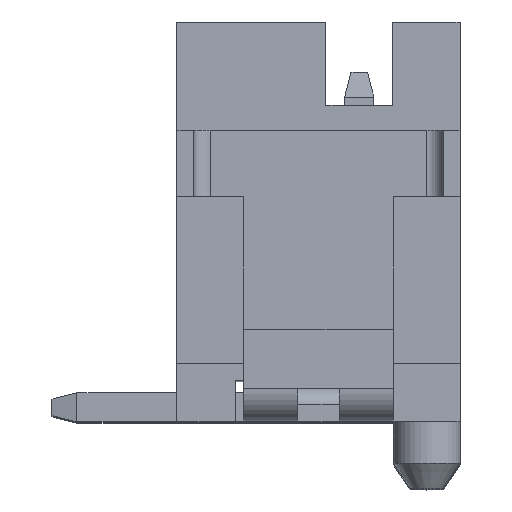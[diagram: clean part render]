
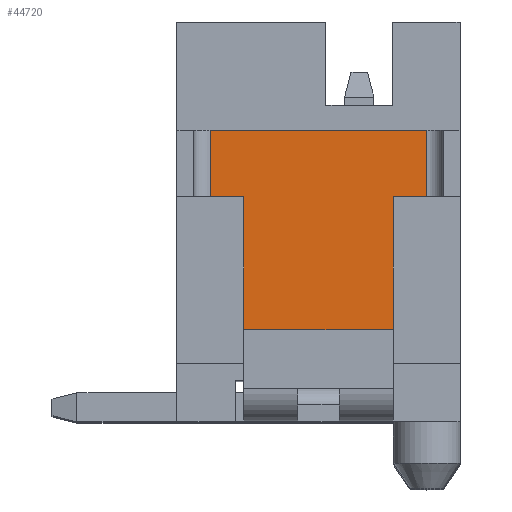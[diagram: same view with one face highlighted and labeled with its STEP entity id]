
A CAD part, top view. The second image highlights one B-rep face of the part: STEP entity #44720.
In plain terms, the highlighted planar face has unit normal (0, 0, 1).
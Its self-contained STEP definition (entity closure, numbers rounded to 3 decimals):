
#7670=CARTESIAN_POINT('',(-1.699,-0.87,12.9));
#7680=VERTEX_POINT('',#7670);
#7710=CARTESIAN_POINT('',(-1.503,-0.83,12.9));
#7720=DIRECTION('',(0.,0.,1.));
#7730=DIRECTION('',(1.,0.,0.));
#7740=AXIS2_PLACEMENT_3D('',#7710,#7720,#7730);
#7750=CIRCLE('',#7740,0.2);
#7760=CARTESIAN_POINT('',(-1.517,-1.03,12.9));
#7770=VERTEX_POINT('',#7760);
#7780=EDGE_CURVE('',#7680,#7770,#7750,.T.);
#34050=CARTESIAN_POINT('',(-1.717,-0.78,12.9));
#34060=VERTEX_POINT('',#34050);
#34090=CARTESIAN_POINT('',(-1.873,0.,12.9));
#34100=DIRECTION('',(-0.196,0.981,
0.));
#34110=VECTOR('',#34100,1.);
#34120=LINE('',#34090,#34110);
#34130=EDGE_CURVE('',#7680,#34060,#34120,.T.);
#38940=CARTESIAN_POINT('',(0.383,-1.63,12.9));
#38950=VERTEX_POINT('',#38940);
#38980=CARTESIAN_POINT('',(0.383,0.,12.9)
);
#38990=DIRECTION('',(0.,-1.,0.));
#39000=VECTOR('',#38990,1.);
#39010=LINE('',#38980,#39000);
#39020=CARTESIAN_POINT('',(0.383,-1.03,12.9));
#39030=VERTEX_POINT('',#39020);
#39040=EDGE_CURVE('',#39030,#38950,#39010,.T.);
#40460=CARTESIAN_POINT('',(0.,-1.03,12.9))
;
#40470=DIRECTION('',(-1.,0.,0.));
#40480=VECTOR('',#40470,1.);
#40490=LINE('',#40460,#40480);
#40500=CARTESIAN_POINT('',(-1.417,-1.03,12.9));
#40510=VERTEX_POINT('',#40500);
#40520=EDGE_CURVE('',#40510,#7770,#40490,.T.);
#40690=CARTESIAN_POINT('',(-2.217,-1.63,12.9));
#40700=DIRECTION('',(1.,0.,0.));
#40710=VECTOR('',#40700,1.);
#40720=LINE('',#40690,#40710);
#40730=CARTESIAN_POINT('',(-1.417,-1.63,12.9));
#40740=VERTEX_POINT('',#40730);
#40750=EDGE_CURVE('',#40740,#38950,#40720,.T.);
#42280=CARTESIAN_POINT('',(-1.817,0.67,12.9));
#42290=VERTEX_POINT('',#42280);
#42320=CARTESIAN_POINT('',(0.,0.67,12.9));
#42330=DIRECTION('',(1.,0.,0.));
#42340=VECTOR('',#42330,1.);
#42350=LINE('',#42320,#42340);
#42360=CARTESIAN_POINT('',(-1.717,0.67,12.9));
#42370=VERTEX_POINT('',#42360);
#42380=EDGE_CURVE('',#42290,#42370,#42350,.T.);
#42960=CARTESIAN_POINT('',(-2.217,1.47,12.9));
#42970=DIRECTION('',(0.,0.,-1.));
#42980=DIRECTION('',(0.,1.,0.));
#42990=AXIS2_PLACEMENT_3D('',#42960,#42970,#42980);
#43000=PLANE('',#42990);
#43010=ORIENTED_EDGE('',*,*,#40520,.F.);
#43020=ORIENTED_EDGE('',*,*,#7780,.T.);
#43030=ORIENTED_EDGE('',*,*,#34130,.F.);
#43040=CARTESIAN_POINT('',(-1.717,0.,12.9));
#43050=DIRECTION('',(0.,-1.,0.));
#43060=VECTOR('',#43050,1.);
#43070=LINE('',#43040,#43060);
#43080=CARTESIAN_POINT('',(-1.717,-0.53,12.9));
#43090=VERTEX_POINT('',#43080);
#43100=EDGE_CURVE('',#43090,#34060,#43070,.T.);
#43110=ORIENTED_EDGE('',*,*,#43100,.T.);
#43120=CARTESIAN_POINT('',(0.,-0.53,12.9)
);
#43130=DIRECTION('',(1.,0.,0.));
#43140=VECTOR('',#43130,1.);
#43150=LINE('',#43120,#43140);
#43160=CARTESIAN_POINT('',(-1.667,-0.53,12.9));
#43170=VERTEX_POINT('',#43160);
#43180=EDGE_CURVE('',#43090,#43170,#43150,.T.);
#43190=ORIENTED_EDGE('',*,*,#43180,.F.);
#43200=CARTESIAN_POINT('',(-1.826,0.,12.9));
#43210=DIRECTION('',(-0.287,0.958,
0.));
#43220=VECTOR('',#43210,1.);
#43230=LINE('',#43200,#43220);
#43240=CARTESIAN_POINT('',(-1.717,-0.364,12.9));
#43250=VERTEX_POINT('',#43240);
#43260=EDGE_CURVE('',#43170,#43250,#43230,.T.);
#43270=ORIENTED_EDGE('',*,*,#43260,.F.);
#43280=CARTESIAN_POINT('',(-1.717,-0.03,12.9));
#43290=VERTEX_POINT('',#43280);
#43300=EDGE_CURVE('',#43290,#43250,#43070,.T.);
#43310=ORIENTED_EDGE('',*,*,#43300,.T.);
#43320=CARTESIAN_POINT('',(0.,-0.03,12.9
));
#43330=DIRECTION('',(1.,0.,0.));
#43340=VECTOR('',#43330,1.);
#43350=LINE('',#43320,#43340);
#43360=CARTESIAN_POINT('',(-1.667,-0.03,12.9));
#43370=VERTEX_POINT('',#43360);
#43380=EDGE_CURVE('',#43290,#43370,#43350,.T.);
#43390=ORIENTED_EDGE('',*,*,#43380,.F.);
#43400=CARTESIAN_POINT('',(-1.667,0.,12.9));
#43410=DIRECTION('',(0.,1.,0.));
#43420=VECTOR('',#43410,1.);
#43430=LINE('',#43400,#43420);
#43440=CARTESIAN_POINT('',(-1.667,0.67,12.9));
#43450=VERTEX_POINT('',#43440);
#43460=EDGE_CURVE('',#43370,#43450,#43430,.T.);
#43470=ORIENTED_EDGE('',*,*,#43460,.F.);
#43480=CARTESIAN_POINT('',(0.,0.67,12.9));
#43490=DIRECTION('',(1.,0.,0.));
#43500=VECTOR('',#43490,1.);
#43510=LINE('',#43480,#43500);
#43520=EDGE_CURVE('',#42370,#43450,#43510,.T.);
#43530=ORIENTED_EDGE('',*,*,#43520,.T.);
#43540=ORIENTED_EDGE('',*,*,#42380,.T.);
#43550=CARTESIAN_POINT('',(-1.817,0.,12.9));
#43560=DIRECTION('',(0.,-1.,0.));
#43570=VECTOR('',#43560,1.);
#43580=LINE('',#43550,#43570);
#43590=CARTESIAN_POINT('',(-1.817,1.47,12.9));
#43600=VERTEX_POINT('',#43590);
#43610=EDGE_CURVE('',#43600,#42290,#43580,.T.);
#43620=ORIENTED_EDGE('',*,*,#43610,.T.);
#43630=CARTESIAN_POINT('',(0.,1.47,12.9));
#43640=DIRECTION('',(1.,0.,0.));
#43650=VECTOR('',#43640,1.);
#43660=LINE('',#43630,#43650);
#43670=CARTESIAN_POINT('',(0.783,1.47,12.9));
#43680=VERTEX_POINT('',#43670);
#43690=EDGE_CURVE('',#43600,#43680,#43660,.T.);
#43700=ORIENTED_EDGE('',*,*,#43690,.F.);
#43710=CARTESIAN_POINT('',(0.783,0.,12.9)
);
#43720=DIRECTION('',(0.,1.,0.));
#43730=VECTOR('',#43720,1.);
#43740=LINE('',#43710,#43730);
#43750=CARTESIAN_POINT('',(0.783,0.67,12.9));
#43760=VERTEX_POINT('',#43750);
#43770=EDGE_CURVE('',#43760,#43680,#43740,.T.);
#43780=ORIENTED_EDGE('',*,*,#43770,.T.);
#43790=CARTESIAN_POINT('',(0.,0.67,12.9));
#43800=DIRECTION('',(1.,0.,0.));
#43810=VECTOR('',#43800,1.);
#43820=LINE('',#43790,#43810);
#43830=CARTESIAN_POINT('',(0.683,0.67,12.9));
#43840=VERTEX_POINT('',#43830);
#43850=EDGE_CURVE('',#43840,#43760,#43820,.T.);
#43860=ORIENTED_EDGE('',*,*,#43850,.T.);
#43870=CARTESIAN_POINT('',(0.,0.67,12.9));
#43880=DIRECTION('',(1.,0.,0.));
#43890=VECTOR('',#43880,1.);
#43900=LINE('',#43870,#43890);
#43910=CARTESIAN_POINT('',(0.633,0.67,12.9));
#43920=VERTEX_POINT('',#43910);
#43930=EDGE_CURVE('',#43920,#43840,#43900,.T.);
#43940=ORIENTED_EDGE('',*,*,#43930,.T.);
#43950=CARTESIAN_POINT('',(0.633,0.,12.9)
);
#43960=DIRECTION('',(0.,-1.,0.));
#43970=VECTOR('',#43960,1.);
#43980=LINE('',#43950,#43970);
#43990=CARTESIAN_POINT('',(0.633,-0.03,12.9));
#44000=VERTEX_POINT('',#43990);
#44010=EDGE_CURVE('',#43920,#44000,#43980,.T.);
#44020=ORIENTED_EDGE('',*,*,#44010,.F.);
#44030=CARTESIAN_POINT('',(0.,-0.03,12.9
));
#44040=DIRECTION('',(1.,0.,0.));
#44050=VECTOR('',#44040,1.);
#44060=LINE('',#44030,#44050);
#44070=CARTESIAN_POINT('',(0.683,-0.03,12.9));
#44080=VERTEX_POINT('',#44070);
#44090=EDGE_CURVE('',#44000,#44080,#44060,.T.);
#44100=ORIENTED_EDGE('',*,*,#44090,.F.);
#44110=CARTESIAN_POINT('',(0.683,0.,12.9));
#44120=DIRECTION('',(0.,1.,0.));
#44130=VECTOR('',#44120,1.);
#44140=LINE('',#44110,#44130);
#44150=CARTESIAN_POINT('',(0.683,-0.364,12.9));
#44160=VERTEX_POINT('',#44150);
#44170=EDGE_CURVE('',#44160,#44080,#44140,.T.);
#44180=ORIENTED_EDGE('',*,*,#44170,.T.);
#44190=CARTESIAN_POINT('',(0.792,0.,12.9))
;
#44200=DIRECTION('',(-0.287,-0.958,
0.));
#44210=VECTOR('',#44200,1.);
#44220=LINE('',#44190,#44210);
#44230=CARTESIAN_POINT('',(0.633,-0.53,12.9));
#44240=VERTEX_POINT('',#44230);
#44250=EDGE_CURVE('',#44160,#44240,#44220,.T.);
#44260=ORIENTED_EDGE('',*,*,#44250,.F.);
#44270=CARTESIAN_POINT('',(0.,-0.53,12.9)
);
#44280=DIRECTION('',(1.,0.,0.));
#44290=VECTOR('',#44280,1.);
#44300=LINE('',#44270,#44290);
#44310=CARTESIAN_POINT('',(0.683,-0.53,12.9));
#44320=VERTEX_POINT('',#44310);
#44330=EDGE_CURVE('',#44240,#44320,#44300,.T.);
#44340=ORIENTED_EDGE('',*,*,#44330,.F.);
#44350=CARTESIAN_POINT('',(0.683,-0.78,12.9));
#44360=VERTEX_POINT('',#44350);
#44370=EDGE_CURVE('',#44360,#44320,#44140,.T.);
#44380=ORIENTED_EDGE('',*,*,#44370,.T.);
#44390=CARTESIAN_POINT('',(0.839,0.,12.9));
#44400=DIRECTION('',(-0.196,-0.981,
0.));
#44410=VECTOR('',#44400,1.);
#44420=LINE('',#44390,#44410);
#44430=CARTESIAN_POINT('',(0.665,-0.87,12.9));
#44440=VERTEX_POINT('',#44430);
#44450=EDGE_CURVE('',#44360,#44440,#44420,.T.);
#44460=ORIENTED_EDGE('',*,*,#44450,.F.);
#44470=CARTESIAN_POINT('',(0.469,-0.83,12.9));
#44480=DIRECTION('',(0.,0.,-1.));
#44490=DIRECTION('',(-1.,0.,0.));
#44500=AXIS2_PLACEMENT_3D('',#44470,#44480,#44490);
#44510=CIRCLE('',#44500,0.2);
#44520=CARTESIAN_POINT('',(0.483,-1.03,12.9));
#44530=VERTEX_POINT('',#44520);
#44540=EDGE_CURVE('',#44440,#44530,#44510,.T.);
#44550=ORIENTED_EDGE('',*,*,#44540,.F.);
#44560=CARTESIAN_POINT('',(0.,-1.03,12.9))
;
#44570=DIRECTION('',(-1.,0.,0.));
#44580=VECTOR('',#44570,1.);
#44590=LINE('',#44560,#44580);
#44600=EDGE_CURVE('',#44530,#39030,#44590,.T.);
#44610=ORIENTED_EDGE('',*,*,#44600,.F.);
#44620=ORIENTED_EDGE('',*,*,#39040,.F.);
#44630=ORIENTED_EDGE('',*,*,#40750,.T.);
#44640=CARTESIAN_POINT('',(-1.417,0.,12.9));
#44650=DIRECTION('',(0.,1.,0.));
#44660=VECTOR('',#44650,1.);
#44670=LINE('',#44640,#44660);
#44680=EDGE_CURVE('',#40740,#40510,#44670,.T.);
#44690=ORIENTED_EDGE('',*,*,#44680,.F.);
#44700=EDGE_LOOP('',(#44690,#44630,#44620,#44610,#44550,#44460,#44380,
#44340,#44260,#44180,#44100,#44020,#43940,#43860,#43780,#43700,#43620,
#43540,#43530,#43470,#43390,#43310,#43270,#43190,#43110,#43030,#43020,
#43010));
#44710=FACE_OUTER_BOUND('',#44700,.T.);
#44720=ADVANCED_FACE('',(#44710),#43000,.F.);
